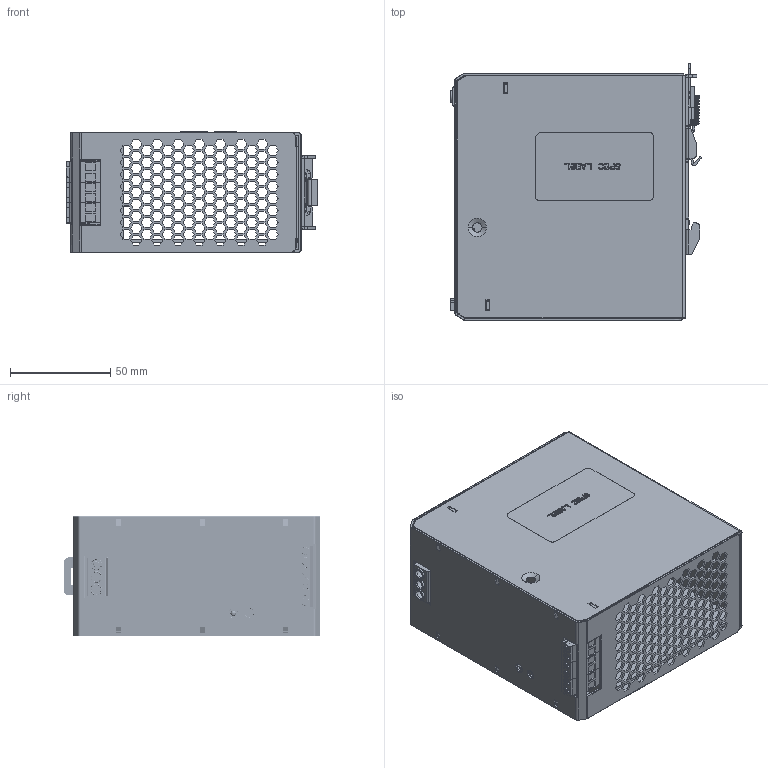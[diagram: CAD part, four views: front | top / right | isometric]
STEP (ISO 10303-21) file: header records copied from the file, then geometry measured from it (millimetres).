
FILE_DESCRIPTION((''),'2;1');
FILE_NAME('TIPS_240W24V_ASM_ASM','2016-05-04T',('leon.yeh'),(''),'PRO/ENGINEER BY PARAMETRIC TECHNOLOGY CORPORATION, 2010280','PRO/ENGINEER BY PARAMETRIC TECHNOLOGY CORPORATION, 2010280','');
FILE_SCHEMA(('CONFIG_CONTROL_DESIGN'));
Products named in the file (25): CHASSIS_240W_UPDATE_7_1_1; COVER_240W_UPDATE_19_1_1; BMB420-508MA02_7_1_1_1_1; BMB420U103_2_1_1_1_1; BMB420P201_1_1_1_1_1; ASSEM1_ASM_6_ASM_1_ASM_1_ASM_1__ASM; MB420-508MA02_ASM_4_ASM_1_ASM_2_ASM; MANIFOLD_SOLID_BREP_262416_1_1_; MANIFOLD_SOLID_BREP_262609_1_1_; MH150-635M804A302_A4_AF0_6_ASM__ASM; ASM_UPDATE_ASM_18_ASM_1_ASM_2_ASM; PRT0010; PRT0011; PRT0012; PRT0013; ASM0003_ASM; BRACKET_ASM_2_ASM_1_ASM; 3D_240W_ASM_ASM_3_ASM_2_ASM; TIPS-240W24V1MA_1; TDC414_1; TEC413_1; PRT0014; PRT0015; TIPS_240W24V_ASM_5_ASM; TIPS_240W24V_ASM_ASM
Assembly tree (28 placements, depth 7):
  TIPS_240W24V_ASM_ASM
    TIPS_240W24V_ASM_5_ASM
      3D_240W_ASM_ASM_3_ASM_2_ASM
        ASM_UPDATE_ASM_18_ASM_1_ASM_2_ASM
          CHASSIS_240W_UPDATE_7_1_1
          COVER_240W_UPDATE_19_1_1
          MB420-508MA02_ASM_4_ASM_1_ASM_2_ASM
            ASSEM1_ASM_6_ASM_1_ASM_1_ASM_1__ASM  x3
              BMB420-508MA02_7_1_1_1_1
              BMB420U103_2_1_1_1_1
              BMB420P201_1_1_1_1_1
          MH150-635M804A302_A4_AF0_6_ASM__ASM
            MANIFOLD_SOLID_BREP_262416_1_1_
            MANIFOLD_SOLID_BREP_262609_1_1_
        PRT0010
        BRACKET_ASM_2_ASM_1_ASM
          ASM0003_ASM
            PRT0011
            PRT0012
            PRT0013
      TIPS-240W24V1MA_1
      TDC414_1
      TEC413_1
      PRT0014
      PRT0015
Bounding box: 125.84 x 128.4 x 60.45 mm (x, y, z)
Volume: 113289.2 mm3; surface area: 172634.2 mm2
Topology: 28 solids, 28 shells, 5657 faces, 15944 edges, 10515 vertices
Faces by surface type: plane 4285, cylinder 786, extrusion 405, torus 116, bspline 43, cone 22
Entity records: 146889 total; most frequent: CARTESIAN_POINT 34652, ORIENTED_EDGE 24130, DIRECTION 21161, EDGE_CURVE 12065, VECTOR 10431, LINE 10296, VERTEX_POINT 7947, AXIS2_PLACEMENT_3D 5365
